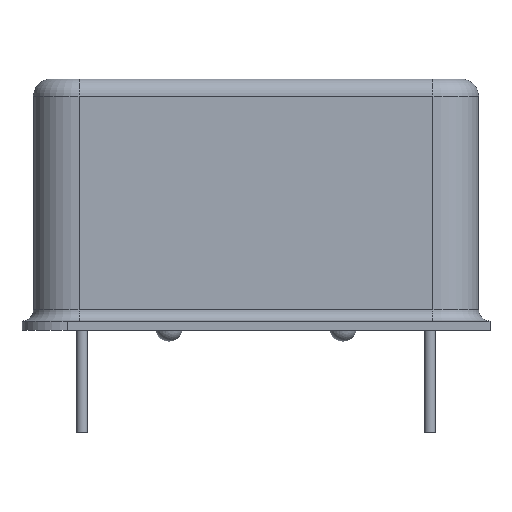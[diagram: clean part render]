
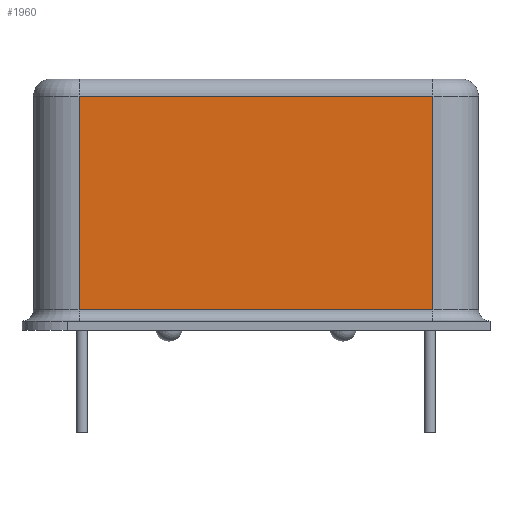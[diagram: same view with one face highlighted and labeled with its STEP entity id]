
A CAD part, left-side view. The second image highlights one B-rep face of the part: STEP entity #1960.
In plain terms, the highlighted planar face has unit normal (-1, 0, 0).
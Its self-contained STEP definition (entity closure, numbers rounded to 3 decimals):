
#148=PLANE('',#2120);
#244=LINE('',#3307,#415);
#245=LINE('',#3309,#416);
#246=LINE('',#3311,#417);
#247=LINE('',#3312,#418);
#415=VECTOR('',#2343,1000.);
#416=VECTOR('',#2344,1000.);
#417=VECTOR('',#2345,1000.);
#418=VECTOR('',#2346,1000.);
#574=FACE_OUTER_BOUND('',#711,.T.);
#711=EDGE_LOOP('',(#1471,#1472,#1473,#1474));
#969=VERTEX_POINT('',#3305);
#970=VERTEX_POINT('',#3306);
#971=VERTEX_POINT('',#3308);
#972=VERTEX_POINT('',#3310);
#1164=EDGE_CURVE('',#969,#970,#244,.T.);
#1165=EDGE_CURVE('',#970,#971,#245,.T.);
#1166=EDGE_CURVE('',#971,#972,#246,.T.);
#1167=EDGE_CURVE('',#972,#969,#247,.T.);
#1471=ORIENTED_EDGE('',*,*,#1164,.T.);
#1472=ORIENTED_EDGE('',*,*,#1165,.T.);
#1473=ORIENTED_EDGE('',*,*,#1166,.T.);
#1474=ORIENTED_EDGE('',*,*,#1167,.T.);
#1960=ADVANCED_FACE('',(#574),#148,.F.);
#2120=AXIS2_PLACEMENT_3D('',#3304,#2341,#2342);
#2341=DIRECTION('center_axis',(1.,0.,0.));
#2342=DIRECTION('ref_axis',(0.,1.,0.));
#2343=DIRECTION('',(0.,0.,-1.));
#2344=DIRECTION('',(0.,-1.,0.));
#2345=DIRECTION('',(0.,0.,1.));
#2346=DIRECTION('',(0.,1.,0.));
#3304=CARTESIAN_POINT('Origin',(-9.5,9.75,11.5));
#3305=CARTESIAN_POINT('',(-9.5,7.75,10.75));
#3306=CARTESIAN_POINT('',(-9.5,7.75,1.4));
#3307=CARTESIAN_POINT('',(-9.5,7.75,11.5));
#3308=CARTESIAN_POINT('',(-9.5,-7.75,1.4));
#3309=CARTESIAN_POINT('',(-9.5,-7.75,1.4));
#3310=CARTESIAN_POINT('',(-9.5,-7.75,10.75));
#3311=CARTESIAN_POINT('',(-9.5,-7.75,11.5));
#3312=CARTESIAN_POINT('',(-9.5,9.75,10.75));
